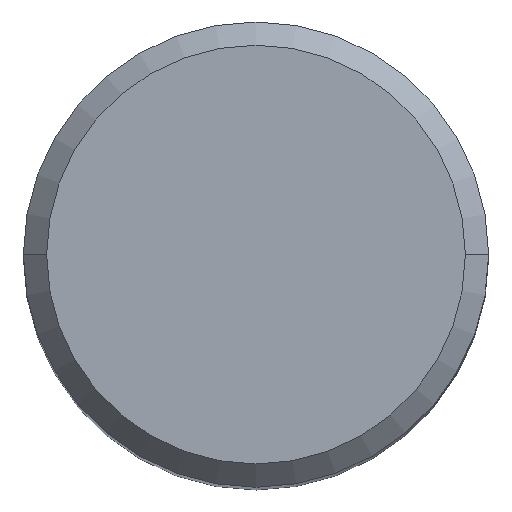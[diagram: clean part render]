
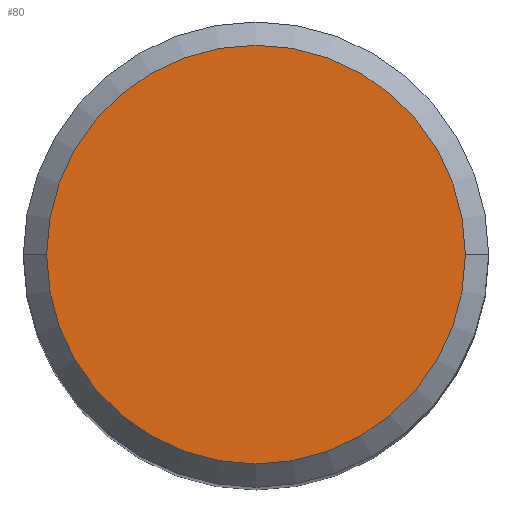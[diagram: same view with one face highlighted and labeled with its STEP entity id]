
A CAD part, top view. The second image highlights one B-rep face of the part: STEP entity #80.
In plain terms, the highlighted planar face has unit normal (0, 0, 1).
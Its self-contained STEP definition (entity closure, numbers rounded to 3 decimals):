
#80=ADVANCED_FACE('',(#108),#109,.T.);
#108=FACE_OUTER_BOUND('',#145,.T.);
#109=PLANE('',#146);
#145=EDGE_LOOP('',(#215,#216));
#146=AXIS2_PLACEMENT_3D('',#217,#218,#219);
#215=ORIENTED_EDGE('',*,*,#281,.F.);
#216=ORIENTED_EDGE('',*,*,#291,.F.);
#217=CARTESIAN_POINT('',(0.0,0.0,0.0));
#218=DIRECTION('',(0.0,0.0,1.0));
#219=DIRECTION('',(-1.0,0.0,0.0));
#281=EDGE_CURVE('',#313,#309,#315,.T.);
#291=EDGE_CURVE('',#309,#313,#329,.T.);
#309=VERTEX_POINT('',#354);
#313=VERTEX_POINT('',#359);
#315=CIRCLE('',#362,7.2);
#329=CIRCLE('',#380,7.2);
#354=CARTESIAN_POINT('',(-7.2,0.,0.0));
#359=CARTESIAN_POINT('',(7.2,0.,0.0));
#362=AXIS2_PLACEMENT_3D('',#413,#414,#415);
#380=AXIS2_PLACEMENT_3D('',#435,#436,#437);
#413=CARTESIAN_POINT('',(0.0,0.0,0.0));
#414=DIRECTION('',(0.0,0.0,-1.0));
#415=DIRECTION('',(-1.0,0.0,0.0));
#435=CARTESIAN_POINT('',(0.0,0.0,0.0));
#436=DIRECTION('',(0.0,0.0,-1.0));
#437=DIRECTION('',(-1.0,0.0,0.0));
